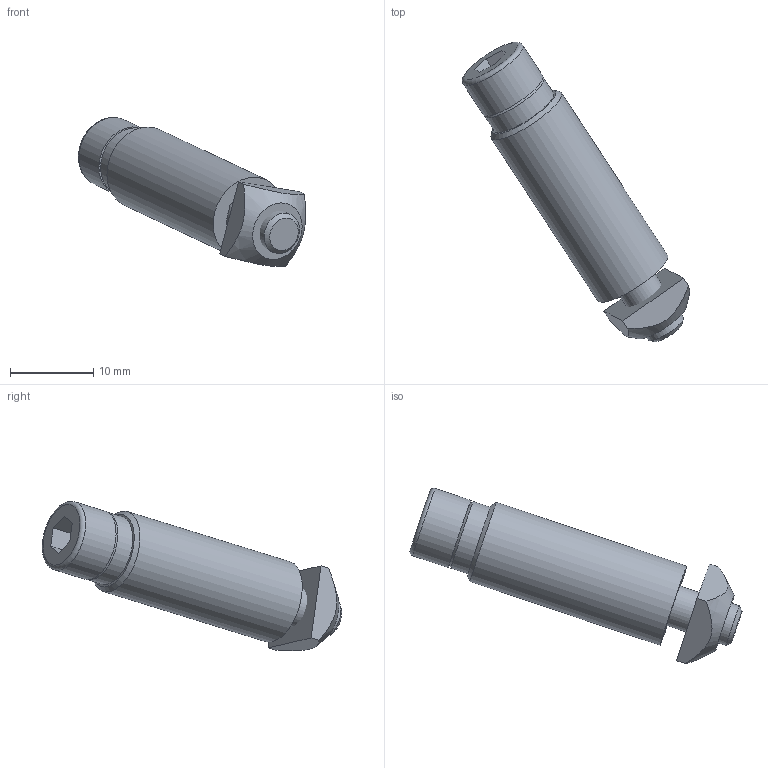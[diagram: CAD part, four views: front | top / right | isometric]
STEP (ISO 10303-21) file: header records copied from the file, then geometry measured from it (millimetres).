
FILE_DESCRIPTION(/* description */ (''),/* implementation_level */ '2;1');
FILE_NAME(/* name */ '340630.stp',/* time_stamp */ '2019-11-16T07:46:41+01:00',/* author */ ('Spacek'),/* organization */ ('Alutec K&K'),/* preprocessor_version */ 'ST-DEVELOPER v17',/* originating_system */ 'Autodesk Inventor 2018',/* authorisation */ '');
FILE_SCHEMA (('AUTOMOTIVE_DESIGN { 1 0 10303 214 3 1 1 }'));
Length unit declared in the file: millimetre
Products named in the file (4): 340630; 340630_body; 200535-1; 210650
Assembly tree (3 placements, depth 2):
  340630
    340630_body
    200535-1
    210650
Bounding box: 27.22 x 35.86 x 17.86 mm (x, y, z)
Volume: 2386.9 mm3; surface area: 2570.6 mm2
Topology: 3 solids, 3 shells, 43 faces, 117 edges, 82 vertices
Faces by surface type: plane 24, cylinder 12, cone 5, torus 2
Full cylindrical faces by diameter (mm): 4.134 x1, 5 x1, 6.2 x1, 8.4 x1, 8.5 x1, 10 x1
Entity records: 1561 total; most frequent: CARTESIAN_POINT 272, DIRECTION 265, ORIENTED_EDGE 232, EDGE_CURVE 116, AXIS2_PLACEMENT_3D 111, VERTEX_POINT 82, CIRCLE 61, EDGE_LOOP 50
